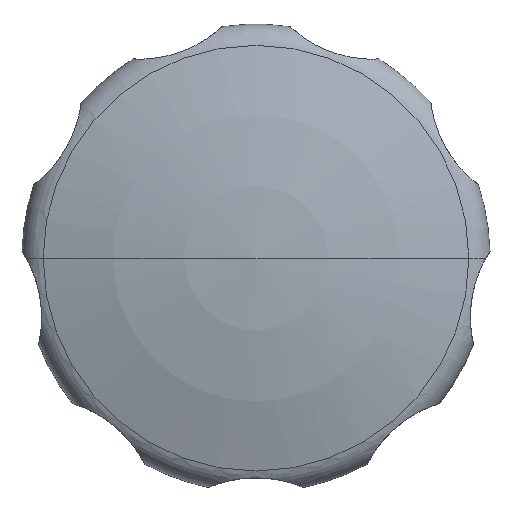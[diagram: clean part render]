
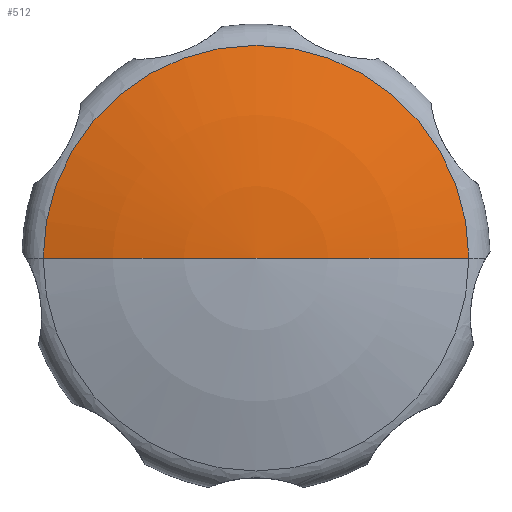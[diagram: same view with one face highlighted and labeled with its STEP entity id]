
A CAD part, top view. The second image highlights one B-rep face of the part: STEP entity #512.
In plain terms, the highlighted spherical face has radius 95.351 mm.
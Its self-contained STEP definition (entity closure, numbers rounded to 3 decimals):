
#222=VERTEX_POINT('',#623);
#230=EDGE_CURVE('',#260,#240,#631,.T.);
#240=VERTEX_POINT('',#644);
#242=EDGE_CURVE('',#222,#260,#646,.T.);
#260=VERTEX_POINT('',#664);
#512=ADVANCED_FACE('',(#939),#940,.T.);
#598=EDGE_CURVE('',#240,#222,#1036,.T.);
#623=CARTESIAN_POINT('',(28.182,0.,30.74));
#631=CIRCLE('',#1110,95.351);
#644=CARTESIAN_POINT('',(0.,0.,35.0));
#646=CIRCLE('',#1127,28.182);
#664=CARTESIAN_POINT('',(-28.182,0.,30.74));
#939=FACE_OUTER_BOUND('',#1887,.T.);
#940=SPHERICAL_SURFACE('',#1888,95.351);
#1036=CIRCLE('',#2131,95.351);
#1110=AXIS2_PLACEMENT_3D('',#2147,#2148,#2149);
#1127=AXIS2_PLACEMENT_3D('',#2170,#2171,#2172);
#1887=EDGE_LOOP('',(#2483,#2484,#2485));
#1888=AXIS2_PLACEMENT_3D('',#2486,#2487,#2488);
#2131=AXIS2_PLACEMENT_3D('',#2627,#2628,#2629);
#2147=CARTESIAN_POINT('',(0.,0.,-60.351));
#2148=DIRECTION('',(0.,1.0,0.0));
#2149=DIRECTION('',(0.0,-0.0,-1.0));
#2170=CARTESIAN_POINT('',(0.,0.,30.74));
#2171=DIRECTION('',(0.0,0.0,1.0));
#2172=DIRECTION('',(-1.0,0.,0.0));
#2483=ORIENTED_EDGE('',*,*,#230,.T.);
#2484=ORIENTED_EDGE('',*,*,#598,.T.);
#2485=ORIENTED_EDGE('',*,*,#242,.T.);
#2486=CARTESIAN_POINT('',(0.,0.,-60.351));
#2487=DIRECTION('',(0.0,0.0,1.0));
#2488=DIRECTION('',(-1.0,0.,0.0));
#2627=CARTESIAN_POINT('',(0.,0.,-60.351));
#2628=DIRECTION('',(0.,1.0,0.0));
#2629=DIRECTION('',(0.0,-0.0,-1.0));
